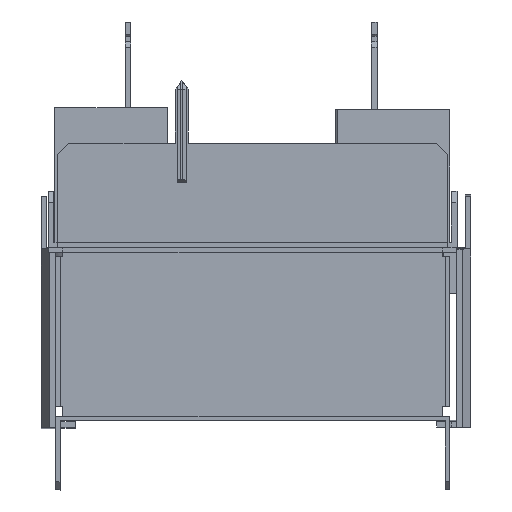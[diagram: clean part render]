
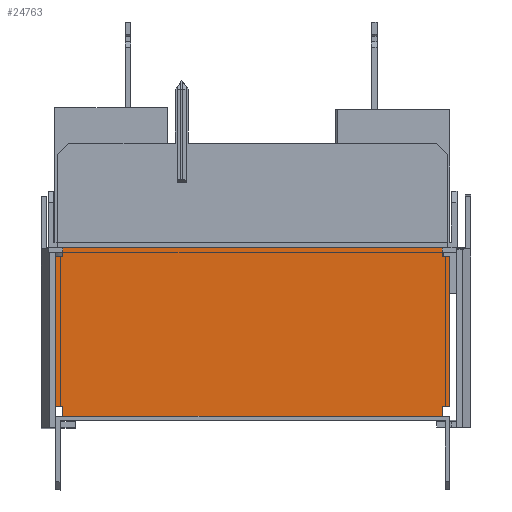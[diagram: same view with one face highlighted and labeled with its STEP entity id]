
A CAD part, front view. The second image highlights one B-rep face of the part: STEP entity #24763.
In plain terms, the highlighted planar face has unit normal (0, -1, 0).
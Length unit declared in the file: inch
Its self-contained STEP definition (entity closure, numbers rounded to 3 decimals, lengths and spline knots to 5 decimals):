
#23758=DIRECTION('',(1.,0.,0.));
#23759=VECTOR('',#23758,5.27559);
#23760=CARTESIAN_POINT('',(33.24553,1.32818,1.53517));
#23761=LINE('',#23760,#23759);
#23807=DIRECTION('',(0.,0.,1.));
#23808=VECTOR('',#23807,0.1378);
#23809=CARTESIAN_POINT('',(33.24553,1.32818,1.53517));
#23810=LINE('',#23809,#23808);
#23814=DIRECTION('',(-1.,0.,0.));
#23815=VECTOR('',#23814,0.09842);
#23816=CARTESIAN_POINT('',(33.24554,1.32818,1.67296));
#23817=LINE('',#23816,#23815);
#23821=DIRECTION('',(0.,0.,1.));
#23822=VECTOR('',#23821,2.08661);
#23823=CARTESIAN_POINT('',(33.14712,1.32818,1.67296));
#23824=LINE('',#23823,#23822);
#23828=DIRECTION('',(0.,0.,-1.));
#23829=VECTOR('',#23828,0.11811);
#23830=CARTESIAN_POINT('',(38.52113,1.32818,3.87768));
#23831=LINE('',#23830,#23829);
#23835=DIRECTION('',(1.,0.,0.));
#23836=VECTOR('',#23835,0.09843);
#23837=CARTESIAN_POINT('',(38.52113,1.32818,3.75958));
#23838=LINE('',#23837,#23836);
#23842=DIRECTION('',(0.,0.,-1.));
#23843=VECTOR('',#23842,2.08662);
#23844=CARTESIAN_POINT('',(38.61956,1.32818,3.75958));
#23845=LINE('',#23844,#23843);
#23849=DIRECTION('',(0.,0.,-1.));
#23850=VECTOR('',#23849,0.1378);
#23851=CARTESIAN_POINT('',(38.52112,1.32818,1.67296));
#23852=LINE('',#23851,#23850);
#24177=DIRECTION('',(-1.,0.,0.));
#24178=VECTOR('',#24177,0.09842);
#24179=CARTESIAN_POINT('',(33.24554,1.32818,3.75957));
#24180=LINE('',#24179,#24178);
#24184=DIRECTION('',(0.,0.,-1.));
#24185=VECTOR('',#24184,0.11811);
#24186=CARTESIAN_POINT('',(33.24554,1.32818,3.87768));
#24187=LINE('',#24186,#24185);
#24359=DIRECTION('',(1.,0.,0.));
#24360=VECTOR('',#24359,0.09844);
#24361=CARTESIAN_POINT('',(38.52112,1.32818,1.67296));
#24362=LINE('',#24361,#24360);
#24401=DIRECTION('',(-1.,0.,0.));
#24402=VECTOR('',#24401,5.27559);
#24403=CARTESIAN_POINT('',(38.52113,1.32818,3.87768));
#24404=LINE('',#24403,#24402);
#24480=CARTESIAN_POINT('',(38.52112,1.32818,1.53516));
#24481=VERTEX_POINT('',#24480);
#24482=CARTESIAN_POINT('',(38.52112,1.32818,1.67296));
#24483=VERTEX_POINT('',#24482);
#24484=CARTESIAN_POINT('',(33.24553,1.32818,1.53517));
#24485=VERTEX_POINT('',#24484);
#24494=CARTESIAN_POINT('',(33.24554,1.32818,1.67296));
#24495=VERTEX_POINT('',#24494);
#24496=CARTESIAN_POINT('',(33.14712,1.32818,1.67296));
#24497=VERTEX_POINT('',#24496);
#24498=CARTESIAN_POINT('',(33.14712,1.32818,3.75957));
#24499=VERTEX_POINT('',#24498);
#24500=CARTESIAN_POINT('',(33.24554,1.32818,3.75957));
#24501=VERTEX_POINT('',#24500);
#24502=CARTESIAN_POINT('',(33.24554,1.32818,3.87768));
#24503=VERTEX_POINT('',#24502);
#24504=CARTESIAN_POINT('',(38.52113,1.32818,3.87768));
#24505=VERTEX_POINT('',#24504);
#24506=CARTESIAN_POINT('',(38.52113,1.32818,3.75958));
#24507=VERTEX_POINT('',#24506);
#24508=CARTESIAN_POINT('',(38.61956,1.32818,3.75958));
#24509=VERTEX_POINT('',#24508);
#24510=CARTESIAN_POINT('',(38.61956,1.32818,1.67296));
#24511=VERTEX_POINT('',#24510);
#24734=CARTESIAN_POINT('',(33.24434,1.32818,
-2.18649));
#24735=DIRECTION('',(0.,1.,0.));
#24736=DIRECTION('',(0.,0.,1.));
#24737=AXIS2_PLACEMENT_3D('',#24734,#24735,#24736);
#24738=PLANE('',#24737);
#24739=ORIENTED_EDGE('',*,*,#24717,.F.);
#24741=ORIENTED_EDGE('',*,*,#24740,.T.);
#24743=ORIENTED_EDGE('',*,*,#24742,.T.);
#24745=ORIENTED_EDGE('',*,*,#24744,.T.);
#24747=ORIENTED_EDGE('',*,*,#24746,.F.);
#24749=ORIENTED_EDGE('',*,*,#24748,.F.);
#24751=ORIENTED_EDGE('',*,*,#24750,.F.);
#24753=ORIENTED_EDGE('',*,*,#24752,.T.);
#24755=ORIENTED_EDGE('',*,*,#24754,.T.);
#24757=ORIENTED_EDGE('',*,*,#24756,.T.);
#24759=ORIENTED_EDGE('',*,*,#24758,.F.);
#24760=ORIENTED_EDGE('',*,*,#24705,.T.);
#24761=EDGE_LOOP('',(#24739,#24741,#24743,#24745,#24747,#24749,#24751,#24753,
#24755,#24757,#24759,#24760));
#24762=FACE_OUTER_BOUND('',#24761,.F.);
#24705=EDGE_CURVE('',#24483,#24481,#23852,.T.);
#24717=EDGE_CURVE('',#24485,#24481,#23761,.T.);
#24740=EDGE_CURVE('',#24485,#24495,#23810,.T.);
#24742=EDGE_CURVE('',#24495,#24497,#23817,.T.);
#24744=EDGE_CURVE('',#24497,#24499,#23824,.T.);
#24746=EDGE_CURVE('',#24501,#24499,#24180,.T.);
#24748=EDGE_CURVE('',#24503,#24501,#24187,.T.);
#24750=EDGE_CURVE('',#24505,#24503,#24404,.T.);
#24752=EDGE_CURVE('',#24505,#24507,#23831,.T.);
#24754=EDGE_CURVE('',#24507,#24509,#23838,.T.);
#24756=EDGE_CURVE('',#24509,#24511,#23845,.T.);
#24758=EDGE_CURVE('',#24483,#24511,#24362,.T.);
#24763=ADVANCED_FACE('',(#24762),#24738,.F.);
